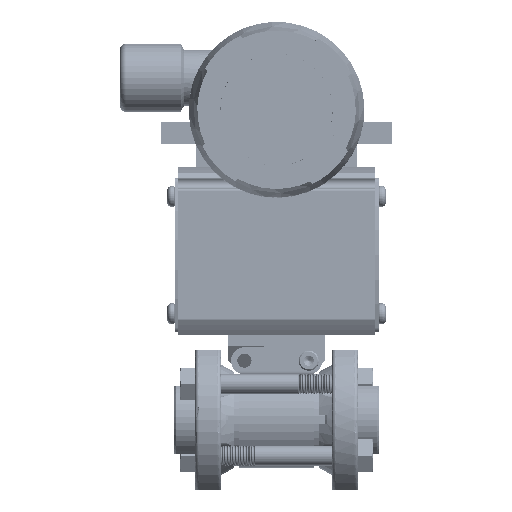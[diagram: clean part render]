
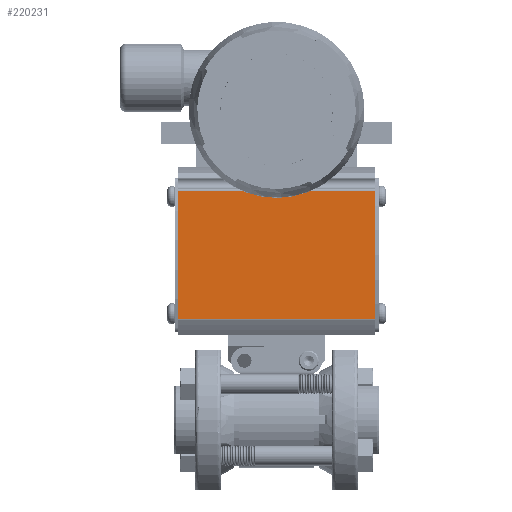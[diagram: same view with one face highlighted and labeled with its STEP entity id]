
A CAD part, top view. The second image highlights one B-rep face of the part: STEP entity #220231.
In plain terms, the highlighted planar face has unit normal (0, 0, 1).
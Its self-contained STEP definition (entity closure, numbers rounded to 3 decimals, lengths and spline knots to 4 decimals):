
#16867 = EDGE_CURVE ( 'NONE', #107595, #53147, #176471, .T. ) ;
#26847 = VECTOR ( 'NONE', #71340, 39.3701 ) ;
#39379 = VERTEX_POINT ( 'NONE', #140289 ) ;
#42608 = CARTESIAN_POINT ( 'NONE',  ( -1.5275, 3.5621, 1.17 ) ) ;
#43838 = VECTOR ( 'NONE', #177304, 39.3701 ) ;
#44432 = VERTEX_POINT ( 'NONE', #42608 ) ;
#49306 = LINE ( 'NONE', #73013, #43838 ) ;
#53147 = VERTEX_POINT ( 'NONE', #73272 ) ;
#65619 = DIRECTION ( 'NONE',  ( 0., -1., 0. ) ) ;
#67614 = LINE ( 'NONE', #142078, #26847 ) ;
#71340 = DIRECTION ( 'NONE',  ( -1., 0., 0. ) ) ;
#73013 = CARTESIAN_POINT ( 'NONE',  ( -5.0403, 1.5679, 1.17 ) ) ;
#73272 = CARTESIAN_POINT ( 'NONE',  ( 1.5275, 1.5679, 1.17 ) ) ;
#84964 = ORIENTED_EDGE ( 'NONE', *, *, #16867, .F. ) ;
#89181 = AXIS2_PLACEMENT_3D ( 'NONE', #99067, #169884, #65619 ) ;
#92307 = EDGE_CURVE ( 'NONE', #107595, #44432, #67614, .T. ) ;
#99067 = CARTESIAN_POINT ( 'NONE',  ( -5.0403, 3.5694, 1.17 ) ) ;
#107595 = VERTEX_POINT ( 'NONE', #110642 ) ;
#110642 = CARTESIAN_POINT ( 'NONE',  ( 1.5275, 3.5621, 1.17 ) ) ;
#118882 = DIRECTION ( 'NONE',  ( 0., -1., 0. ) ) ;
#133802 = LINE ( 'NONE', #157500, #220797 ) ;
#140289 = CARTESIAN_POINT ( 'NONE',  ( -1.5275, 1.5679, 1.17 ) ) ;
#140726 = DIRECTION ( 'NONE',  ( 0., 1., 0. ) ) ;
#140902 = FACE_OUTER_BOUND ( 'NONE', #166677, .T. ) ;
#142078 = CARTESIAN_POINT ( 'NONE',  ( -5.0403, 3.5621, 1.17 ) ) ;
#153960 = CARTESIAN_POINT ( 'NONE',  ( 1.5275, 3.5694, 1.17 ) ) ;
#154006 = ORIENTED_EDGE ( 'NONE', *, *, #190027, .T. ) ;
#157500 = CARTESIAN_POINT ( 'NONE',  ( -1.5275, 3.5694, 1.17 ) ) ;
#162939 = ORIENTED_EDGE ( 'NONE', *, *, #175824, .F. ) ;
#166677 = EDGE_LOOP ( 'NONE', ( #84964, #189008, #162939, #154006 ) ) ;
#169884 = DIRECTION ( 'NONE',  ( 0., 0., -1. ) ) ;
#170958 = VECTOR ( 'NONE', #118882, 39.3701 ) ;
#175824 = EDGE_CURVE ( 'NONE', #39379, #44432, #133802, .T. ) ;
#176471 = LINE ( 'NONE', #153960, #170958 ) ;
#177304 = DIRECTION ( 'NONE',  ( 1., 0., 0. ) ) ;
#189008 = ORIENTED_EDGE ( 'NONE', *, *, #92307, .T. ) ;
#190027 = EDGE_CURVE ( 'NONE', #39379, #53147, #49306, .T. ) ;
#220231 = ADVANCED_FACE ( 'NONE', ( #140902 ), #221512, .F. ) ;
#220797 = VECTOR ( 'NONE', #140726, 39.3701 ) ;
#221512 = PLANE ( 'NONE',  #89181 ) ;
